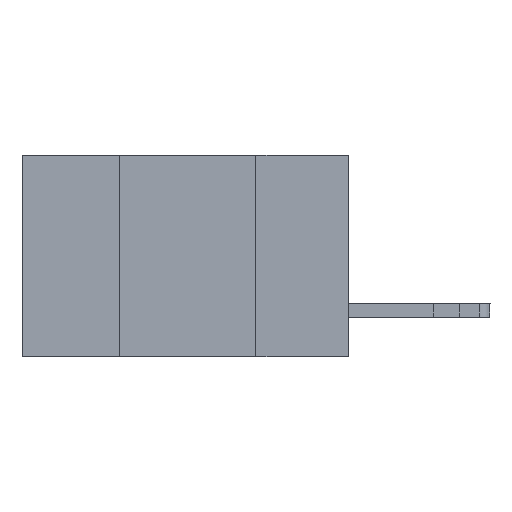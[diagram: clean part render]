
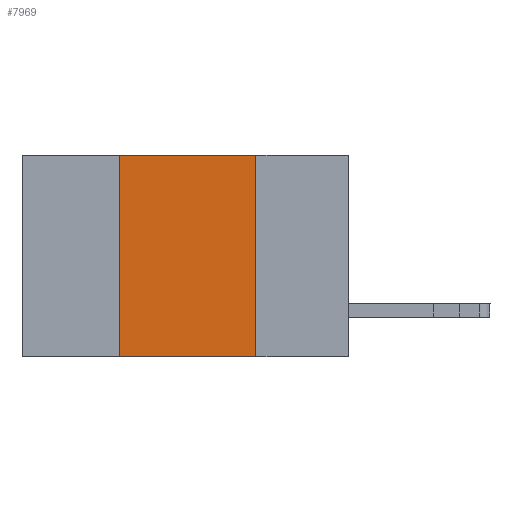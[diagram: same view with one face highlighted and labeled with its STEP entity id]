
A CAD part, left-side view. The second image highlights one B-rep face of the part: STEP entity #7969.
In plain terms, the highlighted planar face has unit normal (-1, 0, 0).
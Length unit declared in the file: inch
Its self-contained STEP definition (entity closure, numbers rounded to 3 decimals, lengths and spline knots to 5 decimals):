
#517 = VECTOR ( 'NONE', #11429, 39.37008 ) ;
#734 = EDGE_LOOP ( 'NONE', ( #9817, #10585, #6286, #8424 ) ) ;
#1350 = EDGE_CURVE ( 'NONE', #9816, #1906, #10143, .T. ) ;
#1470 = DIRECTION ( 'NONE',  ( 0., -1., 0. ) ) ;
#1837 = VERTEX_POINT ( 'NONE', #6879 ) ;
#1847 = DIRECTION ( 'NONE',  ( 0., 0., 1. ) ) ;
#1906 = VERTEX_POINT ( 'NONE', #7824 ) ;
#1907 = DIRECTION ( 'NONE',  ( 0., 0., -1. ) ) ;
#3017 = DIRECTION ( 'NONE',  ( 0., -1., 0. ) ) ;
#3293 = CARTESIAN_POINT ( 'NONE',  ( 0., 0.42, -0.37 ) ) ;
#3502 = CARTESIAN_POINT ( 'NONE',  ( 0., 0.42, -0.37 ) ) ;
#3909 = CARTESIAN_POINT ( 'NONE',  ( 0., 0.17, 0. ) ) ;
#3991 = AXIS2_PLACEMENT_3D ( 'NONE', #4606, #4550, #1907 ) ;
#4550 = DIRECTION ( 'NONE',  ( 1., 0., 0. ) ) ;
#4606 = CARTESIAN_POINT ( 'NONE',  ( 0., 0.6, 0. ) ) ;
#5210 = VECTOR ( 'NONE', #1470, 39.37008 ) ;
#5334 = LINE ( 'NONE', #8847, #5210 ) ;
#5545 = FACE_OUTER_BOUND ( 'NONE', #734, .T. ) ;
#6286 = ORIENTED_EDGE ( 'NONE', *, *, #1350, .F. ) ;
#6592 = VECTOR ( 'NONE', #3017, 39.37008 ) ;
#6879 = CARTESIAN_POINT ( 'NONE',  ( 0., 0.17, -0.37 ) ) ;
#7650 = CARTESIAN_POINT ( 'NONE',  ( 0., 0.6, 0. ) ) ;
#7733 = CARTESIAN_POINT ( 'NONE',  ( 0., 0.17, -0.37 ) ) ;
#7824 = CARTESIAN_POINT ( 'NONE',  ( 0., 0.42, 0. ) ) ;
#7969 = ADVANCED_FACE ( 'NONE', ( #5545 ), #11152, .F. ) ;
#8390 = EDGE_CURVE ( 'NONE', #10869, #1837, #10297, .T. ) ;
#8394 = VECTOR ( 'NONE', #1847, 39.37008 ) ;
#8424 = ORIENTED_EDGE ( 'NONE', *, *, #9788, .T. ) ;
#8847 = CARTESIAN_POINT ( 'NONE',  ( 0., 0.6, -0.37 ) ) ;
#9788 = EDGE_CURVE ( 'NONE', #9816, #1837, #5334, .T. ) ;
#9816 = VERTEX_POINT ( 'NONE', #3293 ) ;
#9817 = ORIENTED_EDGE ( 'NONE', *, *, #8390, .F. ) ;
#10143 = LINE ( 'NONE', #3502, #8394 ) ;
#10297 = LINE ( 'NONE', #7733, #517 ) ;
#10440 = LINE ( 'NONE', #7650, #6592 ) ;
#10585 = ORIENTED_EDGE ( 'NONE', *, *, #11789, .F. ) ;
#10869 = VERTEX_POINT ( 'NONE', #3909 ) ;
#11152 = PLANE ( 'NONE',  #3991 ) ;
#11429 = DIRECTION ( 'NONE',  ( 0., 0., -1. ) ) ;
#11789 = EDGE_CURVE ( 'NONE', #1906, #10869, #10440, .T. ) ;
